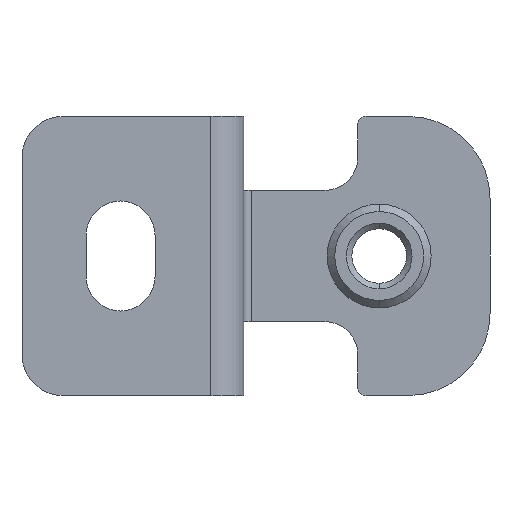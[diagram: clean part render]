
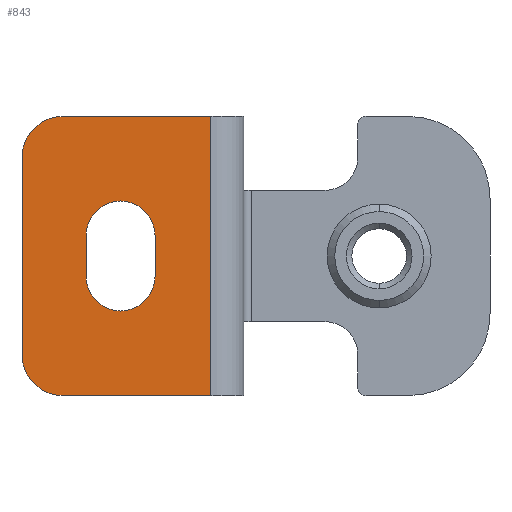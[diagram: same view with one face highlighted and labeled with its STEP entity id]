
A CAD part, front view. The second image highlights one B-rep face of the part: STEP entity #843.
In plain terms, the highlighted planar face has unit normal (0, -1, 0).
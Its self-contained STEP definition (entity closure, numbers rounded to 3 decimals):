
#1 = LINE ( 'NONE', #2053, #1032 ) ;
#12 = ORIENTED_EDGE ( 'NONE', *, *, #158, .T. ) ;
#158 = EDGE_CURVE ( 'NONE', #2059, #770, #1105, .T. ) ;
#169 = CARTESIAN_POINT ( 'NONE',  ( -12., -2., -12. ) ) ;
#197 = CARTESIAN_POINT ( 'NONE',  ( -4.2, -2., 2.5 ) ) ;
#224 = ORIENTED_EDGE ( 'NONE', *, *, #2103, .T. ) ;
#243 = VERTEX_POINT ( 'NONE', #2287 ) ;
#259 = LINE ( 'NONE', #2266, #1503 ) ;
#296 = CARTESIAN_POINT ( 'NONE',  ( 11., -2., -17. ) ) ;
#311 = CARTESIAN_POINT ( 'NONE',  ( 4.2, -2., 2.5 ) ) ;
#323 = DIRECTION ( 'NONE',  ( 0., 0., -1. ) ) ;
#341 = DIRECTION ( 'NONE',  ( 0., 0., -1. ) ) ;
#342 = ORIENTED_EDGE ( 'NONE', *, *, #396, .T. ) ;
#353 = AXIS2_PLACEMENT_3D ( 'NONE', #2104, #707, #1896 ) ;
#361 = VECTOR ( 'NONE', #1774, 1000. ) ;
#393 = VERTEX_POINT ( 'NONE', #581 ) ;
#396 = EDGE_CURVE ( 'NONE', #2481, #1792, #1966, .T. ) ;
#459 = VERTEX_POINT ( 'NONE', #757 ) ;
#489 = CIRCLE ( 'NONE', #2381, 5. ) ;
#516 = CARTESIAN_POINT ( 'NONE',  ( -7., -2., 12. ) ) ;
#518 = VECTOR ( 'NONE', #1764, 1000. ) ;
#581 = CARTESIAN_POINT ( 'NONE',  ( -12., -2., 12. ) ) ;
#592 = CARTESIAN_POINT ( 'NONE',  ( 11., -2., -17. ) ) ;
#695 = DIRECTION ( 'NONE',  ( 0., 1., 0. ) ) ;
#698 = EDGE_CURVE ( 'NONE', #393, #2446, #489, .T. ) ;
#707 = DIRECTION ( 'NONE',  ( 0., 1., 0. ) ) ;
#757 = CARTESIAN_POINT ( 'NONE',  ( -4.2, -2., -2.5 ) ) ;
#770 = VERTEX_POINT ( 'NONE', #1093 ) ;
#772 = CARTESIAN_POINT ( 'NONE',  ( 0., -2., 2.5 ) ) ;
#789 = CIRCLE ( 'NONE', #2260, 5. ) ;
#843 = ADVANCED_FACE ( 'NONE', ( #2582, #1758 ), #2194, .T. ) ;
#876 = ORIENTED_EDGE ( 'NONE', *, *, #1898, .F. ) ;
#931 = VERTEX_POINT ( 'NONE', #197 ) ;
#938 = ORIENTED_EDGE ( 'NONE', *, *, #1660, .F. ) ;
#944 = CIRCLE ( 'NONE', #1022, 4.2 ) ;
#951 = CARTESIAN_POINT ( 'NONE',  ( -7., -2., -12. ) ) ;
#959 = EDGE_CURVE ( 'NONE', #2481, #1500, #1, .T. ) ;
#960 = LINE ( 'NONE', #169, #518 ) ;
#994 = DIRECTION ( 'NONE',  ( 0., 1., 0. ) ) ;
#1000 = ORIENTED_EDGE ( 'NONE', *, *, #959, .F. ) ;
#1022 = AXIS2_PLACEMENT_3D ( 'NONE', #2070, #1924, #1067 ) ;
#1031 = CARTESIAN_POINT ( 'NONE',  ( -3.576, -2., 17. ) ) ;
#1032 = VECTOR ( 'NONE', #1229, 1000. ) ;
#1067 = DIRECTION ( 'NONE',  ( 0., 0., 1. ) ) ;
#1074 = CARTESIAN_POINT ( 'NONE',  ( -7., -2., -17. ) ) ;
#1093 = CARTESIAN_POINT ( 'NONE',  ( 4.2, -2., -2.5 ) ) ;
#1105 = LINE ( 'NONE', #1302, #2206 ) ;
#1229 = DIRECTION ( 'NONE',  ( -1., 0., 0. ) ) ;
#1302 = CARTESIAN_POINT ( 'NONE',  ( 4.2, -2., -2.5 ) ) ;
#1331 = DIRECTION ( 'NONE',  ( 0., 1., 0. ) ) ;
#1373 = CARTESIAN_POINT ( 'NONE',  ( -12., -2., -12. ) ) ;
#1500 = VERTEX_POINT ( 'NONE', #1074 ) ;
#1503 = VECTOR ( 'NONE', #2316, 1000. ) ;
#1554 = EDGE_CURVE ( 'NONE', #459, #931, #259, .T. ) ;
#1660 = EDGE_CURVE ( 'NONE', #1500, #2250, #789, .T. ) ;
#1661 = LINE ( 'NONE', #1031, #1727 ) ;
#1704 = CARTESIAN_POINT ( 'NONE',  ( -7., -2., -12. ) ) ;
#1727 = VECTOR ( 'NONE', #2261, 1000. ) ;
#1755 = EDGE_CURVE ( 'NONE', #243, #2059, #2327, .T. ) ;
#1758 = FACE_OUTER_BOUND ( 'NONE', #2438, .T. ) ;
#1764 = DIRECTION ( 'NONE',  ( 0., 0., 1. ) ) ;
#1774 = DIRECTION ( 'NONE',  ( 0., 0., 1. ) ) ;
#1792 = VERTEX_POINT ( 'NONE', #1980 ) ;
#1819 = EDGE_CURVE ( 'NONE', #2250, #393, #960, .T. ) ;
#1883 = CARTESIAN_POINT ( 'NONE',  ( -7., -2., 17. ) ) ;
#1896 = DIRECTION ( 'NONE',  ( 0., 0., 1. ) ) ;
#1898 = EDGE_CURVE ( 'NONE', #2446, #1792, #1661, .T. ) ;
#1924 = DIRECTION ( 'NONE',  ( 0., 1., 0. ) ) ;
#1941 = AXIS2_PLACEMENT_3D ( 'NONE', #772, #994, #2363 ) ;
#1966 = LINE ( 'NONE', #592, #361 ) ;
#1974 = DIRECTION ( 'NONE',  ( 0., -1., 0. ) ) ;
#1980 = CARTESIAN_POINT ( 'NONE',  ( 11., -2., 17. ) ) ;
#1982 = DIRECTION ( 'NONE',  ( 0., 0., -1. ) ) ;
#1998 = AXIS2_PLACEMENT_3D ( 'NONE', #951, #1974, #2569 ) ;
#2040 = ORIENTED_EDGE ( 'NONE', *, *, #2482, .T. ) ;
#2051 = ORIENTED_EDGE ( 'NONE', *, *, #1755, .T. ) ;
#2053 = CARTESIAN_POINT ( 'NONE',  ( -7., -2., -17. ) ) ;
#2059 = VERTEX_POINT ( 'NONE', #311 ) ;
#2068 = ORIENTED_EDGE ( 'NONE', *, *, #1819, .F. ) ;
#2070 = CARTESIAN_POINT ( 'NONE',  ( 0., -2., 2.5 ) ) ;
#2103 = EDGE_CURVE ( 'NONE', #770, #459, #2244, .T. ) ;
#2104 = CARTESIAN_POINT ( 'NONE',  ( 0., -2., -2.5 ) ) ;
#2194 = PLANE ( 'NONE',  #1998 ) ;
#2206 = VECTOR ( 'NONE', #1982, 1000. ) ;
#2236 = EDGE_LOOP ( 'NONE', ( #12, #224, #2430, #2040, #2051 ) ) ;
#2244 = CIRCLE ( 'NONE', #353, 4.2 ) ;
#2250 = VERTEX_POINT ( 'NONE', #1373 ) ;
#2260 = AXIS2_PLACEMENT_3D ( 'NONE', #1704, #695, #341 ) ;
#2261 = DIRECTION ( 'NONE',  ( 1., 0., 0. ) ) ;
#2266 = CARTESIAN_POINT ( 'NONE',  ( -4.2, -2., -2.5 ) ) ;
#2287 = CARTESIAN_POINT ( 'NONE',  ( 0., -2., 6.7 ) ) ;
#2316 = DIRECTION ( 'NONE',  ( 0., 0., 1. ) ) ;
#2322 = ORIENTED_EDGE ( 'NONE', *, *, #698, .F. ) ;
#2327 = CIRCLE ( 'NONE', #1941, 4.2 ) ;
#2363 = DIRECTION ( 'NONE',  ( 0., 0., 1. ) ) ;
#2381 = AXIS2_PLACEMENT_3D ( 'NONE', #516, #1331, #323 ) ;
#2430 = ORIENTED_EDGE ( 'NONE', *, *, #1554, .T. ) ;
#2438 = EDGE_LOOP ( 'NONE', ( #1000, #342, #876, #2322, #2068, #938 ) ) ;
#2446 = VERTEX_POINT ( 'NONE', #1883 ) ;
#2481 = VERTEX_POINT ( 'NONE', #296 ) ;
#2482 = EDGE_CURVE ( 'NONE', #931, #243, #944, .T. ) ;
#2569 = DIRECTION ( 'NONE',  ( 0., 0., -1. ) ) ;
#2582 = FACE_BOUND ( 'NONE', #2236, .T. ) ;
